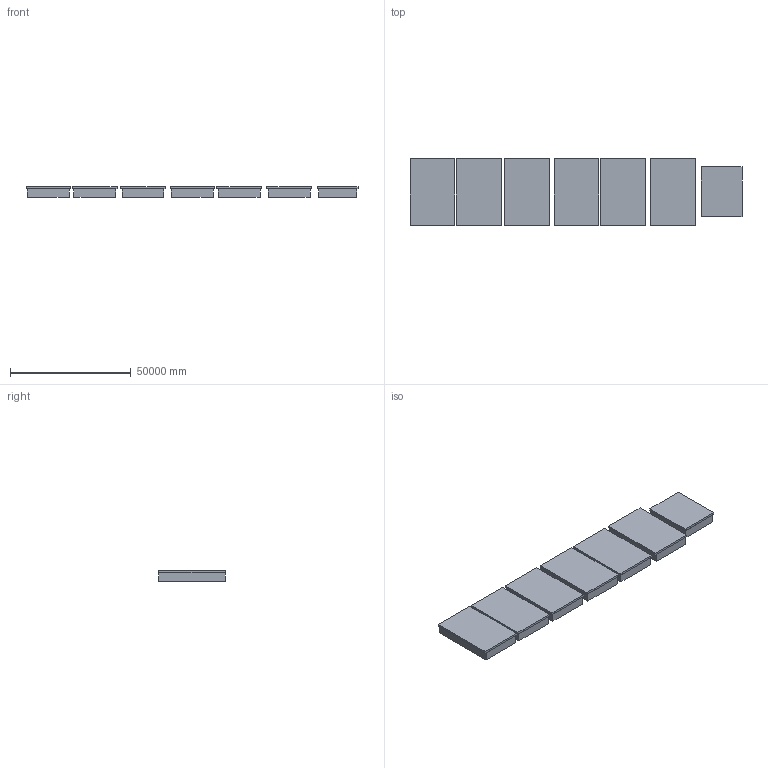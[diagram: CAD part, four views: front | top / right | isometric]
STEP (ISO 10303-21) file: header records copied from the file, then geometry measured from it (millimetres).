
FILE_DESCRIPTION(('FreeCAD Model'),'2;1');
FILE_NAME('Open CASCADE Shape Model','2025-05-05T04:46:39',('FreeCAD'),( 'FreeCAD'),'Open CASCADE STEP processor 7.6','FreeCAD','Unknown');
FILE_SCHEMA(('AUTOMOTIVE_DESIGN { 1 0 10303 214 1 1 1 1 }'));
Length unit declared in the file: millimetre
Products named in the file (1): Open CASCADE STEP translator 7.6 1
Bounding box: 137280.55 x 27399.15 x 4470.24 mm (x, y, z)
Volume: 3067493474298.8 mm3; surface area: 9496465761.2 mm2
Topology: 7 solids, 14 shells, 77 faces, 189 edges, 126 vertices
Faces by surface type: bspline 77
Entity records: 2004 total; most frequent: CARTESIAN_POINT 827, ORIENTED_EDGE 322, EDGE_CURVE 189, B_SPLINE_CURVE_WITH_KNOTS 189, VERTEX_POINT 126, ADVANCED_FACE 77, FACE_BOUND 77, EDGE_LOOP 77
